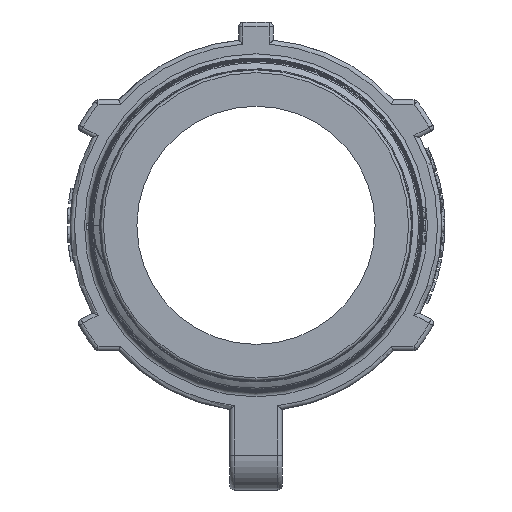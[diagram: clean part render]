
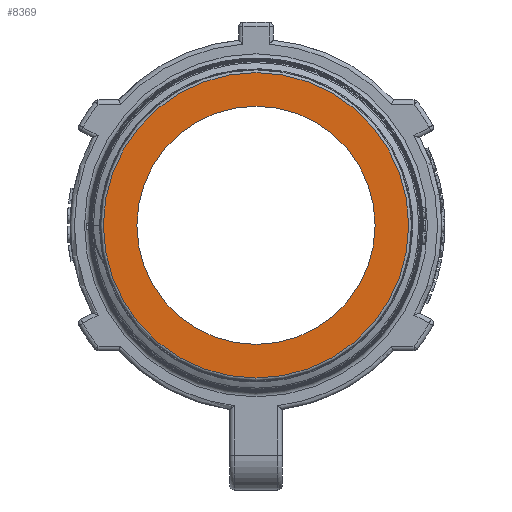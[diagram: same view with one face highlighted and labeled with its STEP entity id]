
A CAD part, left-side view. The second image highlights one B-rep face of the part: STEP entity #8369.
In plain terms, the highlighted planar face has unit normal (-1, 0, 0).
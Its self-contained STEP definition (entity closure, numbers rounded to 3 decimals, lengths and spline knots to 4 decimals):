
#1342=PLANE($,#8903);
#2078=FACE_BOUND($,#2673,.T.);
#2079=FACE_BOUND($,#2674,.T.);
#2673=EDGE_LOOP($,(#5702));
#2674=EDGE_LOOP($,(#5703));
#3262=CIRCLE($,#8899,1.0961);
#3265=CIRCLE($,#8904,0.855);
#3518=VERTEX_POINT($,#11173);
#3528=VERTEX_POINT($,#11745);
#4372=EDGE_CURVE($,#3518,#3518,#3262,.T.);
#4382=EDGE_CURVE($,#3528,#3528,#3265,.T.);
#5702=ORIENTED_EDGE($,*,*,#4382,.T.);
#5703=ORIENTED_EDGE($,*,*,#4372,.F.);
#8369=ADVANCED_FACE($,(#2078,#2079),#1342,.T.);
#8899=AXIS2_PLACEMENT_3D($,#11174,#9489,#9490);
#8903=AXIS2_PLACEMENT_3D($,#11744,#9497,#9498);
#8904=AXIS2_PLACEMENT_3D($,#11746,#9499,#9500);
#9489=DIRECTION('center_axis',(1.,0.,0.));
#9490=DIRECTION('ref_axis',(0.,-1.,0.));
#9497=DIRECTION('center_axis',(-1.,0.,0.));
#9498=DIRECTION('ref_axis',(0.,0.,1.));
#9499=DIRECTION('center_axis',(1.,0.,0.));
#9500=DIRECTION('ref_axis',(0.,0.,-1.));
#11173=CARTESIAN_POINT('',(-3.76,1.0961,0.));
#11174=CARTESIAN_POINT('Origin',(-3.76,0.,0.));
#11744=CARTESIAN_POINT('Origin',(-3.76,1.1155,0.));
#11745=CARTESIAN_POINT('',(-3.76,0.855,0.));
#11746=CARTESIAN_POINT('Origin',(-3.76,0.,0.));
